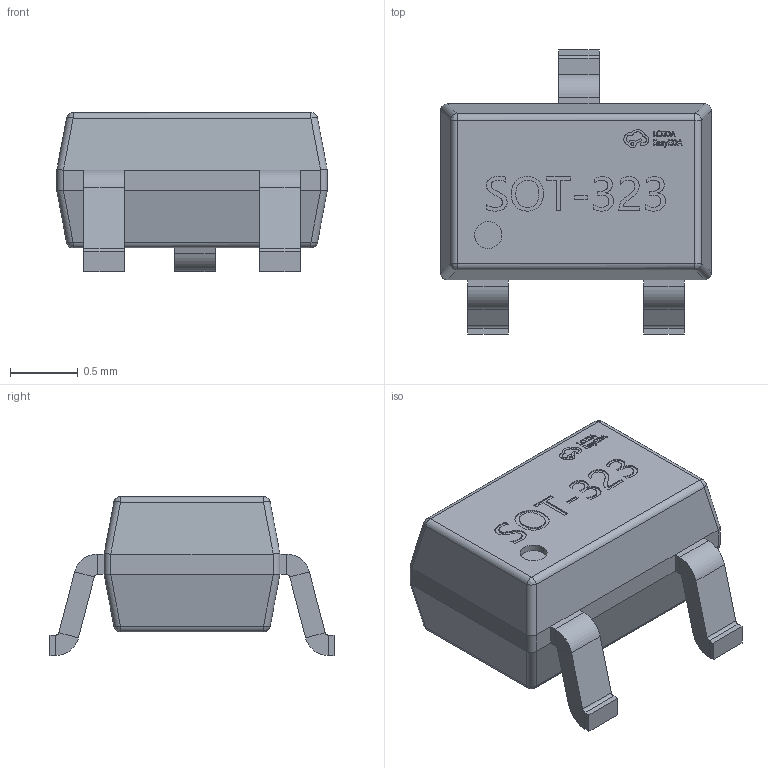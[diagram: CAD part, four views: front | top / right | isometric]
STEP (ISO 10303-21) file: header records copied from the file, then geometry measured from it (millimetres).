
FILE_DESCRIPTION(('Open CASCADE Model'),'2;1');
FILE_NAME('Open CASCADE Shape Model','2025-10-16T21:34:50',('Author'),( 'Open CASCADE'),'Open CASCADE STEP processor 7.9','Open CASCADE 7.9' ,'Unknown');
FILE_SCHEMA(('AUTOMOTIVE_DESIGN { 1 0 10303 214 1 1 1 1 }'));
Length unit declared in the file: millimetre
Products named in the file (1): COMPOUND
Bounding box: 2 x 2.1 x 1.18 mm (x, y, z)
Volume: 2.5 mm3; surface area: 12.8 mm2
Topology: 14 solids, 14 shells, 492 faces, 1260 edges, 812 vertices
Faces by surface type: bspline 492
Entity records: 21501 total; most frequent: CARTESIAN_POINT 10153, ORIENTED_EDGE 2520, EDGE_CURVE 1260, B_SPLINE_CURVE_WITH_KNOTS 1184, VERTEX_POINT 812, FACE_BOUND 520, EDGE_LOOP 520, PRESENTATION_STYLE_ASSIGNMENT 506
